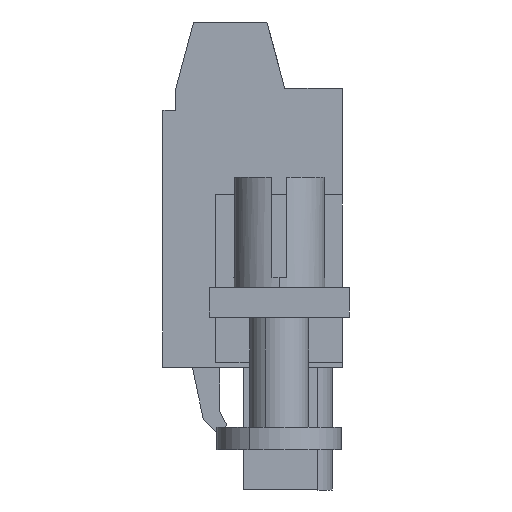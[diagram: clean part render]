
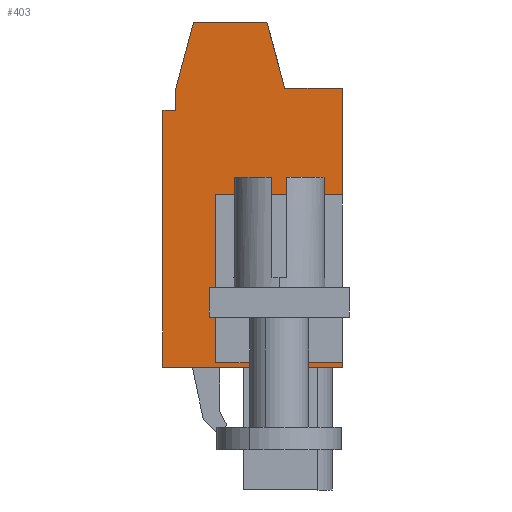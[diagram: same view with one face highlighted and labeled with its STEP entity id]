
A CAD part, left-side view. The second image highlights one B-rep face of the part: STEP entity #403.
In plain terms, the highlighted planar face has unit normal (-1, 0, 0).
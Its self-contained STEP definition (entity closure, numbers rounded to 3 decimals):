
#311=AXIS2_PLACEMENT_3D('Plane Axis2P3D',#308,#309,#310) ;
#49=CARTESIAN_POINT('Vertex',(12.1,12.65,25.8)) ;
#52=CARTESIAN_POINT('Line Origine',(12.1,12.213,25.8)) ;
#56=CARTESIAN_POINT('Vertex',(12.1,11.775,25.8)) ;
#192=CARTESIAN_POINT('Vertex',(12.1,12.65,8.35)) ;
#195=CARTESIAN_POINT('Line Origine',(12.1,12.65,17.075)) ;
#308=CARTESIAN_POINT('Axis2P3D Location',(12.1,0.,0.)) ;
#313=CARTESIAN_POINT('Line Origine',(12.1,0.45,23.675)) ;
#317=CARTESIAN_POINT('Vertex',(12.1,0.45,20.05)) ;
#319=CARTESIAN_POINT('Vertex',(12.1,0.45,27.3)) ;
#322=CARTESIAN_POINT('Line Origine',(12.1,2.412,27.3)) ;
#326=CARTESIAN_POINT('Vertex',(12.1,4.375,27.3)) ;
#329=CARTESIAN_POINT('Line Origine',(12.1,4.978,29.55)) ;
#333=CARTESIAN_POINT('Vertex',(12.1,5.581,31.8)) ;
#336=CARTESIAN_POINT('Line Origine',(12.1,8.075,31.8)) ;
#340=CARTESIAN_POINT('Vertex',(12.1,10.569,31.8)) ;
#343=CARTESIAN_POINT('Line Origine',(12.1,11.172,29.55)) ;
#347=CARTESIAN_POINT('Vertex',(12.1,11.775,27.3)) ;
#350=CARTESIAN_POINT('Line Origine',(12.1,11.775,26.55)) ;
#355=CARTESIAN_POINT('Line Origine',(12.1,6.55,8.35)) ;
#359=CARTESIAN_POINT('Vertex',(12.1,0.45,8.35)) ;
#362=CARTESIAN_POINT('Line Origine',(12.1,0.45,8.5)) ;
#366=CARTESIAN_POINT('Vertex',(12.1,0.45,8.65)) ;
#369=CARTESIAN_POINT('Line Origine',(12.1,4.75,8.65)) ;
#373=CARTESIAN_POINT('Vertex',(12.1,9.05,8.65)) ;
#376=CARTESIAN_POINT('Line Origine',(12.1,9.05,14.35)) ;
#380=CARTESIAN_POINT('Vertex',(12.1,9.05,20.05)) ;
#383=CARTESIAN_POINT('Line Origine',(12.1,4.75,20.05)) ;
#53=DIRECTION('Vector Direction',(0.,1.,0.)) ;
#196=DIRECTION('Vector Direction',(0.,0.,-1.)) ;
#309=DIRECTION('Axis2P3D Direction',(-1.,0.,0.)) ;
#310=DIRECTION('Axis2P3D XDirection',(0.,0.,1.)) ;
#314=DIRECTION('Vector Direction',(0.,0.,1.)) ;
#323=DIRECTION('Vector Direction',(0.,1.,0.)) ;
#330=DIRECTION('Vector Direction',(0.,0.259,0.966)) ;
#337=DIRECTION('Vector Direction',(0.,1.,0.)) ;
#344=DIRECTION('Vector Direction',(0.,0.259,-0.966)) ;
#351=DIRECTION('Vector Direction',(0.,0.,-1.)) ;
#356=DIRECTION('Vector Direction',(0.,-1.,0.)) ;
#363=DIRECTION('Vector Direction',(0.,0.,1.)) ;
#370=DIRECTION('Vector Direction',(0.,-1.,0.)) ;
#377=DIRECTION('Vector Direction',(0.,0.,-1.)) ;
#384=DIRECTION('Vector Direction',(0.,-1.,0.)) ;
#54=VECTOR('Line Direction',#53,1.) ;
#197=VECTOR('Line Direction',#196,1.) ;
#315=VECTOR('Line Direction',#314,1.) ;
#324=VECTOR('Line Direction',#323,1.) ;
#331=VECTOR('Line Direction',#330,1.) ;
#338=VECTOR('Line Direction',#337,1.) ;
#345=VECTOR('Line Direction',#344,1.) ;
#352=VECTOR('Line Direction',#351,1.) ;
#357=VECTOR('Line Direction',#356,1.) ;
#364=VECTOR('Line Direction',#363,1.) ;
#371=VECTOR('Line Direction',#370,1.) ;
#378=VECTOR('Line Direction',#377,1.) ;
#385=VECTOR('Line Direction',#384,1.) ;
#389=ORIENTED_EDGE('',*,*,#321,.T.) ;
#390=ORIENTED_EDGE('',*,*,#328,.T.) ;
#391=ORIENTED_EDGE('',*,*,#335,.T.) ;
#392=ORIENTED_EDGE('',*,*,#342,.T.) ;
#393=ORIENTED_EDGE('',*,*,#349,.T.) ;
#394=ORIENTED_EDGE('',*,*,#354,.T.) ;
#395=ORIENTED_EDGE('',*,*,#58,.T.) ;
#396=ORIENTED_EDGE('',*,*,#199,.T.) ;
#397=ORIENTED_EDGE('',*,*,#361,.T.) ;
#398=ORIENTED_EDGE('',*,*,#368,.T.) ;
#399=ORIENTED_EDGE('',*,*,#375,.F.) ;
#400=ORIENTED_EDGE('',*,*,#382,.F.) ;
#401=ORIENTED_EDGE('',*,*,#387,.T.) ;
#403=ADVANCED_FACE('HOUSING',(#402),#312,.T.) ;
#58=EDGE_CURVE('',#57,#50,#55,.T.) ;
#199=EDGE_CURVE('',#50,#193,#198,.T.) ;
#321=EDGE_CURVE('',#318,#320,#316,.T.) ;
#328=EDGE_CURVE('',#320,#327,#325,.T.) ;
#335=EDGE_CURVE('',#327,#334,#332,.T.) ;
#342=EDGE_CURVE('',#334,#341,#339,.T.) ;
#349=EDGE_CURVE('',#341,#348,#346,.T.) ;
#354=EDGE_CURVE('',#348,#57,#353,.T.) ;
#361=EDGE_CURVE('',#193,#360,#358,.T.) ;
#368=EDGE_CURVE('',#360,#367,#365,.T.) ;
#375=EDGE_CURVE('',#374,#367,#372,.T.) ;
#382=EDGE_CURVE('',#381,#374,#379,.T.) ;
#387=EDGE_CURVE('',#381,#318,#386,.T.) ;
#388=EDGE_LOOP('',(#389,#390,#391,#392,#393,#394,#395,#396,#397,#398,#399,#400,#401)) ;
#402=FACE_OUTER_BOUND('',#388,.T.) ;
#55=LINE('Line',#52,#54) ;
#198=LINE('Line',#195,#197) ;
#316=LINE('Line',#313,#315) ;
#325=LINE('Line',#322,#324) ;
#332=LINE('Line',#329,#331) ;
#339=LINE('Line',#336,#338) ;
#346=LINE('Line',#343,#345) ;
#353=LINE('Line',#350,#352) ;
#358=LINE('Line',#355,#357) ;
#365=LINE('Line',#362,#364) ;
#372=LINE('Line',#369,#371) ;
#379=LINE('Line',#376,#378) ;
#386=LINE('Line',#383,#385) ;
#312=PLANE('',#311) ;
#50=VERTEX_POINT('',#49) ;
#57=VERTEX_POINT('',#56) ;
#193=VERTEX_POINT('',#192) ;
#318=VERTEX_POINT('',#317) ;
#320=VERTEX_POINT('',#319) ;
#327=VERTEX_POINT('',#326) ;
#334=VERTEX_POINT('',#333) ;
#341=VERTEX_POINT('',#340) ;
#348=VERTEX_POINT('',#347) ;
#360=VERTEX_POINT('',#359) ;
#367=VERTEX_POINT('',#366) ;
#374=VERTEX_POINT('',#373) ;
#381=VERTEX_POINT('',#380) ;
